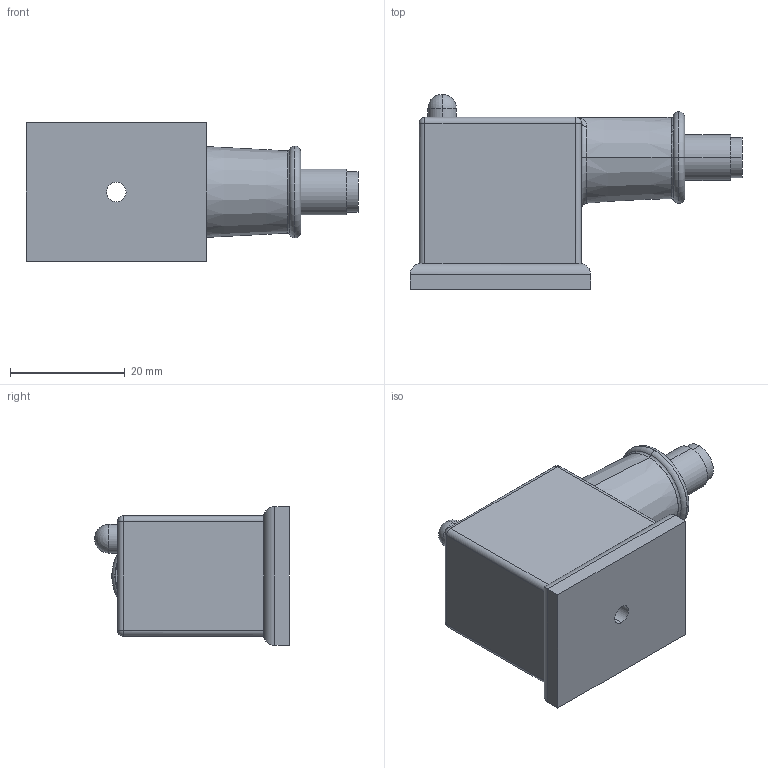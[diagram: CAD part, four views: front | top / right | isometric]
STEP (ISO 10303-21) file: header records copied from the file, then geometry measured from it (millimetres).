
FILE_DESCRIPTION (( 'STEP AP214' ), '1' );
FILE_NAME ('CNT00024_B_M8.STEP', '2018-09-18T09:29:43', ( '' ), ( '' ), 'SwSTEP 2.0', 'SolidWorks 2018', '' );
FILE_SCHEMA (( 'AUTOMOTIVE_DESIGN' ));
Length unit declared in the file: millimetre
Products named in the file (1): CNT00024_B_M8
Bounding box: 57.9 x 34 x 24.2 mm (x, y, z)
Volume: 21889.1 mm3; surface area: 5832.3 mm2
Topology: 1 solids, 1 shells, 67 faces, 160 edges, 93 vertices
Faces by surface type: cylinder 27, plane 15, torus 12, sphere 6, bspline 4, cone 3
Entity records: 2213 total; most frequent: CARTESIAN_POINT 593, DIRECTION 317, ORIENTED_EDGE 304, EDGE_CURVE 152, AXIS2_PLACEMENT_3D 133, VERTEX_POINT 91, EDGE_LOOP 73, CIRCLE 69
